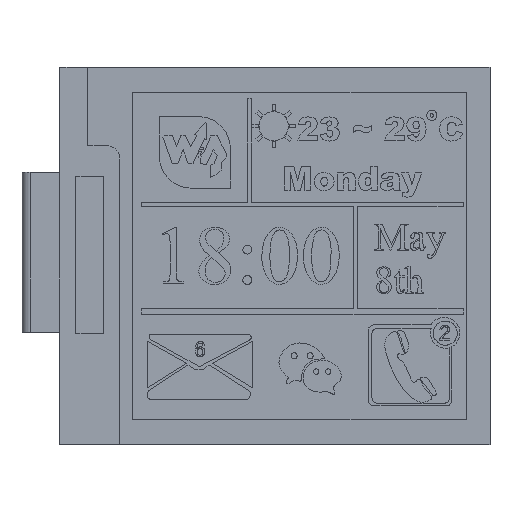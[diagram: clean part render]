
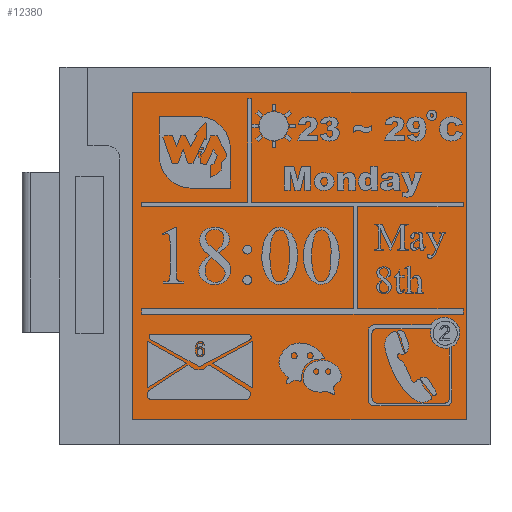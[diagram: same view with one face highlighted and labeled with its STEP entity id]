
A CAD part, top view. The second image highlights one B-rep face of the part: STEP entity #12380.
In plain terms, the highlighted planar face has unit normal (0, 0, 1).
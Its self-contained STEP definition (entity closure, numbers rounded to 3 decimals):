
#1198=LINE('',#23437,#2469);
#1200=LINE('',#23441,#2471);
#1202=LINE('',#23445,#2473);
#1204=LINE('',#23449,#2475);
#2469=VECTOR('',#17815,1000.);
#2471=VECTOR('',#17819,1000.);
#2473=VECTOR('',#17823,1000.);
#2475=VECTOR('',#17827,1000.);
#3402=PLANE('',#16224);
#5052=ORIENTED_EDGE('',*,*,#7982,.F.);
#5053=ORIENTED_EDGE('',*,*,#7975,.F.);
#5054=ORIENTED_EDGE('',*,*,#7981,.F.);
#5055=ORIENTED_EDGE('',*,*,#7979,.F.);
#5056=ORIENTED_EDGE('',*,*,#7977,.F.);
#7975=EDGE_CURVE('',#9514,#9515,#1198,.T.);
#7977=EDGE_CURVE('',#9515,#9516,#1200,.T.);
#7979=EDGE_CURVE('',#9516,#9517,#1202,.T.);
#7981=EDGE_CURVE('',#9517,#9514,#1204,.T.);
#7982=EDGE_CURVE('',#9518,#9518,#10248,.F.);
#9514=VERTEX_POINT('',#23436);
#9515=VERTEX_POINT('',#23438);
#9516=VERTEX_POINT('',#23442);
#9517=VERTEX_POINT('',#23446);
#9518=VERTEX_POINT('',#23452);
#10248=CIRCLE('',#16225,1.018);
#10629=EDGE_LOOP('',(#5052));
#10630=EDGE_LOOP('',(#5053,#5054,#5055,#5056));
#11507=FACE_BOUND('',#10629,.T.);
#11508=FACE_BOUND('',#10630,.T.);
#12380=ADVANCED_FACE('',(#11507,#11508),#3402,.F.);
#16224=AXIS2_PLACEMENT_3D('',#23450,#17828,#17829);
#16225=AXIS2_PLACEMENT_3D('',#23451,#17830,#17831);
#17815=DIRECTION('',(0.,1.,0.));
#17819=DIRECTION('',(1.,0.,0.));
#17823=DIRECTION('',(0.,-1.,0.));
#17827=DIRECTION('',(-1.,0.,0.));
#17828=DIRECTION('',(0.,0.,-1.));
#17829=DIRECTION('',(-1.,0.,0.));
#17830=DIRECTION('',(0.,0.,-1.));
#17831=DIRECTION('',(-1.,0.,0.));
#23436=CARTESIAN_POINT('',(-12.014,-13.805,1.013));
#23437=CARTESIAN_POINT('',(-12.014,-13.805,1.013));
#23438=CARTESIAN_POINT('',(-12.014,13.805,1.013));
#23441=CARTESIAN_POINT('',(-12.014,13.805,1.013));
#23442=CARTESIAN_POINT('',(16.154,13.805,1.013));
#23445=CARTESIAN_POINT('',(16.154,13.805,1.013));
#23446=CARTESIAN_POINT('',(16.154,-13.805,1.013));
#23449=CARTESIAN_POINT('',(16.154,-13.805,1.013));
#23450=CARTESIAN_POINT('',(0.,0.,1.013));
#23451=CARTESIAN_POINT('',(14.384,-6.512,1.013));
#23452=CARTESIAN_POINT('',(13.366,-6.512,1.013));
